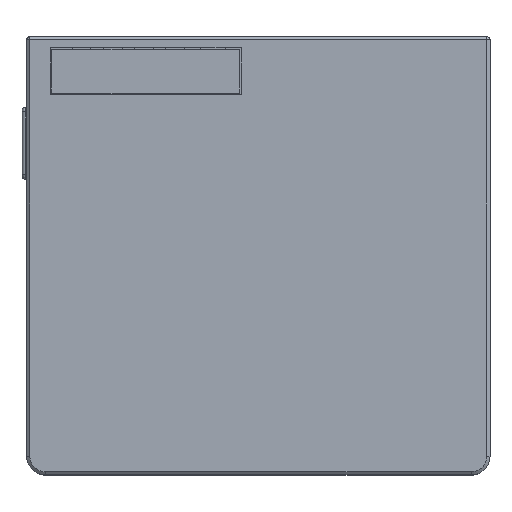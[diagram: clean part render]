
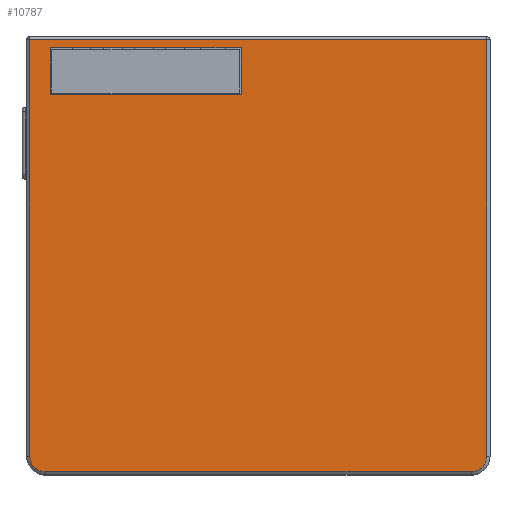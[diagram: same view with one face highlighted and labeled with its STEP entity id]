
A CAD part, top view. The second image highlights one B-rep face of the part: STEP entity #10787.
In plain terms, the highlighted planar face has unit normal (0, 0, 1).
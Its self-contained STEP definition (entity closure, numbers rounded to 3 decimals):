
#238=FACE_BOUND('',#1606,.T.);
#490=PLANE('',#11616);
#969=FACE_OUTER_BOUND('',#1605,.T.);
#1605=EDGE_LOOP('',(#8590,#8591,#8592,#8593,#8594,#8595));
#1606=EDGE_LOOP('',(#8596,#8597,#8598,#8599));
#2103=CIRCLE('',#11601,2.5);
#2105=CIRCLE('',#11605,2.5);
#2824=LINE('',#16525,#4007);
#2827=LINE('',#16536,#4010);
#2831=LINE('',#16548,#4014);
#2834=LINE('',#16552,#4017);
#2839=LINE('',#16567,#4022);
#2840=LINE('',#16569,#4023);
#2841=LINE('',#16571,#4024);
#2842=LINE('',#16572,#4025);
#4007=VECTOR('',#13485,10.);
#4010=VECTOR('',#13496,10.);
#4014=VECTOR('',#13508,10.);
#4017=VECTOR('',#13513,10.);
#4022=VECTOR('',#13534,10.);
#4023=VECTOR('',#13535,10.);
#4024=VECTOR('',#13536,10.);
#4025=VECTOR('',#13537,10.);
#5128=VERTEX_POINT('',#16518);
#5131=VERTEX_POINT('',#16523);
#5133=VERTEX_POINT('',#16528);
#5135=VERTEX_POINT('',#16534);
#5137=VERTEX_POINT('',#16540);
#5139=VERTEX_POINT('',#16546);
#5140=VERTEX_POINT('',#16565);
#5141=VERTEX_POINT('',#16566);
#5142=VERTEX_POINT('',#16568);
#5143=VERTEX_POINT('',#16570);
#6381=EDGE_CURVE('',#5131,#5128,#2824,.T.);
#6383=EDGE_CURVE('',#5133,#5131,#2103,.T.);
#6386=EDGE_CURVE('',#5135,#5133,#2827,.T.);
#6389=EDGE_CURVE('',#5137,#5135,#2105,.T.);
#6392=EDGE_CURVE('',#5139,#5137,#2831,.T.);
#6395=EDGE_CURVE('',#5128,#5139,#2834,.T.);
#6402=EDGE_CURVE('',#5140,#5141,#2839,.F.);
#6403=EDGE_CURVE('',#5141,#5142,#2840,.F.);
#6404=EDGE_CURVE('',#5142,#5143,#2841,.F.);
#6405=EDGE_CURVE('',#5143,#5140,#2842,.F.);
#8590=ORIENTED_EDGE('',*,*,#6381,.F.);
#8591=ORIENTED_EDGE('',*,*,#6383,.F.);
#8592=ORIENTED_EDGE('',*,*,#6386,.F.);
#8593=ORIENTED_EDGE('',*,*,#6389,.F.);
#8594=ORIENTED_EDGE('',*,*,#6392,.F.);
#8595=ORIENTED_EDGE('',*,*,#6395,.F.);
#8596=ORIENTED_EDGE('',*,*,#6402,.T.);
#8597=ORIENTED_EDGE('',*,*,#6403,.T.);
#8598=ORIENTED_EDGE('',*,*,#6404,.T.);
#8599=ORIENTED_EDGE('',*,*,#6405,.T.);
#10787=ADVANCED_FACE('',(#969,#238),#490,.T.);
#11601=AXIS2_PLACEMENT_3D('',#16530,#13489,#13490);
#11605=AXIS2_PLACEMENT_3D('',#16542,#13501,#13502);
#11616=AXIS2_PLACEMENT_3D('',#16564,#13532,#13533);
#13485=DIRECTION('',(0.,1.,0.));
#13489=DIRECTION('center_axis',(0.,0.,-1.));
#13490=DIRECTION('ref_axis',(-1.,0.,0.));
#13496=DIRECTION('',(-1.,0.,0.));
#13501=DIRECTION('center_axis',(0.,0.,-1.));
#13502=DIRECTION('ref_axis',(0.,-1.,0.));
#13508=DIRECTION('',(0.,-1.,0.));
#13513=DIRECTION('',(1.,0.,0.));
#13532=DIRECTION('center_axis',(0.,0.,1.));
#13533=DIRECTION('ref_axis',(-1.,0.,0.));
#13534=DIRECTION('',(0.,1.,0.));
#13535=DIRECTION('',(1.,0.,0.));
#13536=DIRECTION('',(0.,-1.,0.));
#13537=DIRECTION('',(-1.,0.,0.));
#16518=CARTESIAN_POINT('',(-36.5,136.5,38.1));
#16523=CARTESIAN_POINT('',(-36.5,70.,38.1));
#16525=CARTESIAN_POINT('',(-36.5,119.5,38.1));
#16528=CARTESIAN_POINT('',(-34.,67.5,38.1));
#16530=CARTESIAN_POINT('Origin',(-34.,70.,38.1));
#16534=CARTESIAN_POINT('',(34.,67.5,38.1));
#16536=CARTESIAN_POINT('',(-17.,67.5,38.1));
#16540=CARTESIAN_POINT('',(36.5,70.,38.1));
#16542=CARTESIAN_POINT('Origin',(34.,70.,38.1));
#16546=CARTESIAN_POINT('',(36.5,136.5,38.1));
#16548=CARTESIAN_POINT('',(36.5,86.,38.1));
#16552=CARTESIAN_POINT('',(18.5,136.5,38.1));
#16564=CARTESIAN_POINT('Origin',(0.,102.,38.1));
#16565=CARTESIAN_POINT('',(-2.75,135.25,38.1));
#16566=CARTESIAN_POINT('',(-2.75,127.75,38.1));
#16567=CARTESIAN_POINT('',(-2.75,116.75,38.1));
#16568=CARTESIAN_POINT('',(-33.25,127.75,38.1));
#16569=CARTESIAN_POINT('',(-9.,127.75,38.1));
#16570=CARTESIAN_POINT('',(-33.25,135.25,38.1));
#16571=CARTESIAN_POINT('',(-33.25,116.75,38.1));
#16572=CARTESIAN_POINT('',(-9.,135.25,38.1));
